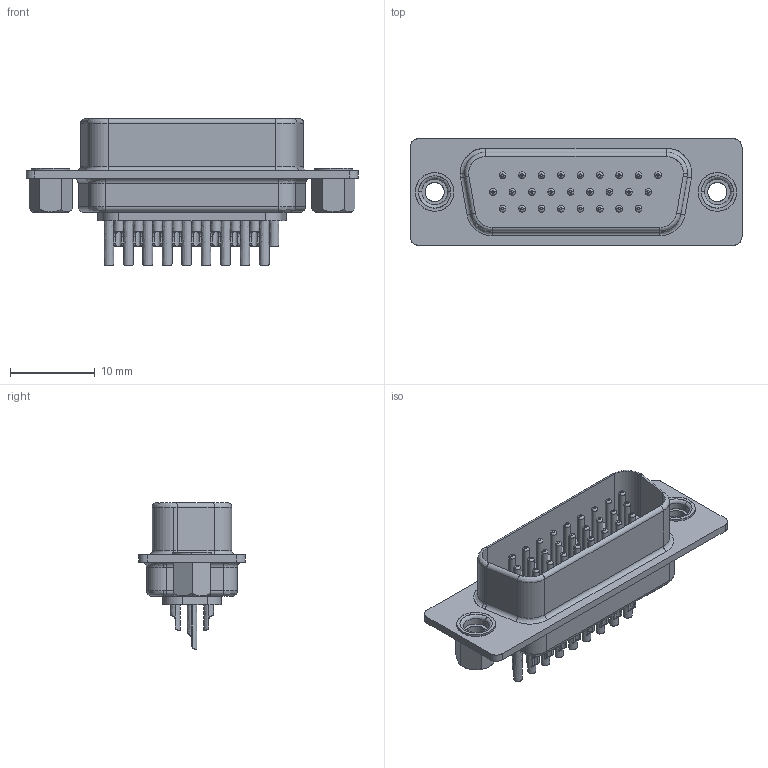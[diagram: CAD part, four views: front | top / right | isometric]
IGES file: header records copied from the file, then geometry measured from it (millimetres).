
Start section: SolidWorks IGES file using analytic representation for surfaces
Global section: file name: K86X-AA-26P-K_rA1.IGS; native system: SolidWorks 2012; preprocessor: SolidWorks 2012; author: Daniel; date: 120820.090800; units: millimetre
Bounding box: 39.14 x 12.55 x 17.25 mm (x, y, z)
Surface area: 3066.6 mm2 (no closed solid volume)
Topology: 0 solids, 0 shells, 927 faces, 9238 edges, 8850 vertices
Faces by surface type: revolution 678, bspline 249
